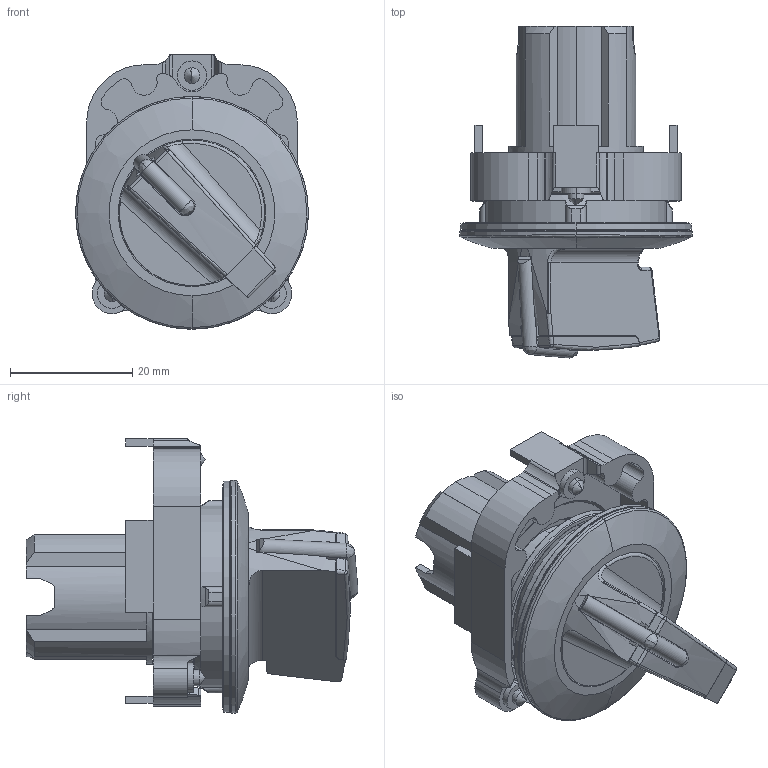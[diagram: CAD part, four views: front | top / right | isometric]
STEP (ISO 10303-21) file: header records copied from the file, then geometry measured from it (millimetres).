
FILE_DESCRIPTION (( 'STEP AP214' ), '1' );
FILE_NAME ('1022_3SU1062-2DF60-0AA0_3D_v.stp', '2014-11-27T14:35:05', ( '' ), ( '' ), 'SwSTEP 2.0', 'SolidWorks 2013', '' );
FILE_SCHEMA (( 'AUTOMOTIVE_DESIGN' ));
Length unit declared in the file: millimetre
Products named in the file (3): 1022_3SU1062-2DF60-0AA0_3D_v; 0; 0_2
Assembly tree (2 placements, depth 2):
  1022_3SU1062-2DF60-0AA0_3D_v
    0
    0_2
Bounding box: 38 x 54.2 x 44.8 mm (x, y, z)
Volume: 17447 mm3; surface area: 14356.3 mm2
Topology: 2 solids, 2 shells, 347 faces, 906 edges, 587 vertices
Faces by surface type: cylinder 159, plane 127, cone 35, bspline 26
Entity records: 21050 total; most frequent: CARTESIAN_POINT 8814, ORIENTED_EDGE 1798, DIRECTION 1701, EDGE_CURVE 899, AXIS2_PLACEMENT_3D 654, VERTEX_POINT 587, LINE 393, VECTOR 393
